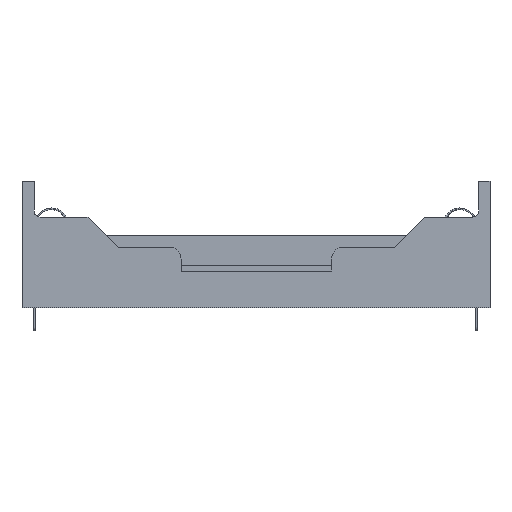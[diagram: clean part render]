
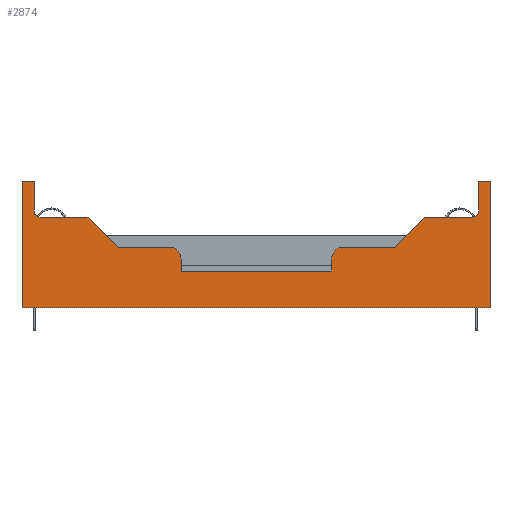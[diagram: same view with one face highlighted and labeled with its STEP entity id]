
A CAD part, front view. The second image highlights one B-rep face of the part: STEP entity #2874.
In plain terms, the highlighted planar face has unit normal (0, -1, 0).
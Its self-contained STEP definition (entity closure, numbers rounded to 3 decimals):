
#76=CIRCLE('',#2988,2.);
#78=CIRCLE('',#2994,1.);
#80=CIRCLE('',#2999,1.);
#82=CIRCLE('',#3005,2.);
#184=PLANE('',#3066);
#321=FACE_OUTER_BOUND('',#463,.T.);
#463=EDGE_LOOP('',(#2543,#2544,#2545,#2546,#2547,#2548,#2549,#2550,#2551,
#2552,#2553,#2554,#2555,#2556,#2557,#2558,#2559,#2560,#2561,#2562));
#562=LINE('',#4159,#922);
#630=LINE('',#4312,#990);
#635=LINE('',#4326,#995);
#638=LINE('',#4332,#998);
#641=LINE('',#4338,#1001);
#645=LINE('',#4348,#1005);
#648=LINE('',#4356,#1008);
#652=LINE('',#4368,#1012);
#655=LINE('',#4374,#1015);
#658=LINE('',#4380,#1018);
#662=LINE('',#4391,#1022);
#664=LINE('',#4394,#1024);
#794=LINE('',#4671,#1154);
#795=LINE('',#4674,#1155);
#796=LINE('',#4676,#1156);
#797=LINE('',#4677,#1157);
#922=VECTOR('',#3264,10.);
#990=VECTOR('',#3386,10.);
#995=VECTOR('',#3399,10.);
#998=VECTOR('',#3404,10.);
#1001=VECTOR('',#3409,10.);
#1005=VECTOR('',#3421,10.);
#1008=VECTOR('',#3426,10.);
#1012=VECTOR('',#3438,10.);
#1015=VECTOR('',#3443,10.);
#1018=VECTOR('',#3448,10.);
#1022=VECTOR('',#3460,10.);
#1024=VECTOR('',#3464,10.);
#1154=VECTOR('',#3710,10.);
#1155=VECTOR('',#3713,10.);
#1156=VECTOR('',#3714,10.);
#1157=VECTOR('',#3715,10.);
#1287=VERTEX_POINT('',#4156);
#1288=VERTEX_POINT('',#4158);
#1345=VERTEX_POINT('',#4309);
#1346=VERTEX_POINT('',#4311);
#1349=VERTEX_POINT('',#4319);
#1351=VERTEX_POINT('',#4325);
#1353=VERTEX_POINT('',#4331);
#1355=VERTEX_POINT('',#4337);
#1357=VERTEX_POINT('',#4343);
#1360=VERTEX_POINT('',#4353);
#1361=VERTEX_POINT('',#4355);
#1363=VERTEX_POINT('',#4361);
#1365=VERTEX_POINT('',#4367);
#1367=VERTEX_POINT('',#4373);
#1369=VERTEX_POINT('',#4379);
#1371=VERTEX_POINT('',#4385);
#1372=VERTEX_POINT('',#4390);
#1461=VERTEX_POINT('',#4669);
#1462=VERTEX_POINT('',#4673);
#1463=VERTEX_POINT('',#4675);
#1592=EDGE_CURVE('',#1287,#1288,#562,.T.);
#1668=EDGE_CURVE('',#1346,#1345,#630,.T.);
#1672=EDGE_CURVE('',#1349,#1346,#76,.T.);
#1675=EDGE_CURVE('',#1351,#1349,#635,.T.);
#1678=EDGE_CURVE('',#1353,#1351,#638,.T.);
#1681=EDGE_CURVE('',#1355,#1353,#641,.T.);
#1684=EDGE_CURVE('',#1357,#1355,#78,.T.);
#1687=EDGE_CURVE('',#1287,#1357,#645,.T.);
#1690=EDGE_CURVE('',#1361,#1360,#648,.T.);
#1693=EDGE_CURVE('',#1363,#1361,#80,.T.);
#1696=EDGE_CURVE('',#1365,#1363,#652,.T.);
#1699=EDGE_CURVE('',#1367,#1365,#655,.T.);
#1702=EDGE_CURVE('',#1369,#1367,#658,.T.);
#1705=EDGE_CURVE('',#1371,#1369,#82,.T.);
#1708=EDGE_CURVE('',#1372,#1371,#662,.T.);
#1710=EDGE_CURVE('',#1345,#1372,#664,.T.);
#1852=EDGE_CURVE('',#1461,#1288,#794,.T.);
#1853=EDGE_CURVE('',#1462,#1360,#795,.T.);
#1854=EDGE_CURVE('',#1463,#1462,#796,.T.);
#1855=EDGE_CURVE('',#1463,#1461,#797,.T.);
#2543=ORIENTED_EDGE('',*,*,#1690,.T.);
#2544=ORIENTED_EDGE('',*,*,#1853,.F.);
#2545=ORIENTED_EDGE('',*,*,#1854,.F.);
#2546=ORIENTED_EDGE('',*,*,#1855,.T.);
#2547=ORIENTED_EDGE('',*,*,#1852,.T.);
#2548=ORIENTED_EDGE('',*,*,#1592,.F.);
#2549=ORIENTED_EDGE('',*,*,#1687,.T.);
#2550=ORIENTED_EDGE('',*,*,#1684,.T.);
#2551=ORIENTED_EDGE('',*,*,#1681,.T.);
#2552=ORIENTED_EDGE('',*,*,#1678,.T.);
#2553=ORIENTED_EDGE('',*,*,#1675,.T.);
#2554=ORIENTED_EDGE('',*,*,#1672,.T.);
#2555=ORIENTED_EDGE('',*,*,#1668,.T.);
#2556=ORIENTED_EDGE('',*,*,#1710,.T.);
#2557=ORIENTED_EDGE('',*,*,#1708,.T.);
#2558=ORIENTED_EDGE('',*,*,#1705,.T.);
#2559=ORIENTED_EDGE('',*,*,#1702,.T.);
#2560=ORIENTED_EDGE('',*,*,#1699,.T.);
#2561=ORIENTED_EDGE('',*,*,#1696,.T.);
#2562=ORIENTED_EDGE('',*,*,#1693,.T.);
#2874=ADVANCED_FACE('',(#321),#184,.T.);
#2988=AXIS2_PLACEMENT_3D('',#4320,#3393,#3394);
#2994=AXIS2_PLACEMENT_3D('',#4344,#3415,#3416);
#2999=AXIS2_PLACEMENT_3D('',#4362,#3432,#3433);
#3005=AXIS2_PLACEMENT_3D('',#4386,#3454,#3455);
#3066=AXIS2_PLACEMENT_3D('',#4672,#3711,#3712);
#3264=DIRECTION('',(1.,0.,0.));
#3386=DIRECTION('',(0.,0.,-1.));
#3393=DIRECTION('center_axis',(0.,-1.,0.));
#3394=DIRECTION('ref_axis',(0.,0.,1.));
#3399=DIRECTION('',(-1.,0.,0.));
#3404=DIRECTION('',(-0.707,0.,-0.707));
#3409=DIRECTION('',(-1.,0.,0.));
#3415=DIRECTION('center_axis',(0.,1.,0.));
#3416=DIRECTION('ref_axis',(0.,0.,-1.));
#3421=DIRECTION('',(0.,0.,-1.));
#3426=DIRECTION('',(0.,0.,1.));
#3432=DIRECTION('center_axis',(0.,1.,0.));
#3433=DIRECTION('ref_axis',(-1.,0.,0.));
#3438=DIRECTION('',(-1.,0.,0.));
#3443=DIRECTION('',(-0.707,0.,0.707));
#3448=DIRECTION('',(-1.,0.,0.));
#3454=DIRECTION('center_axis',(0.,-1.,0.));
#3455=DIRECTION('ref_axis',(1.,0.,0.));
#3460=DIRECTION('',(0.,0.,1.));
#3464=DIRECTION('',(-1.,0.,0.));
#3710=DIRECTION('',(0.,0.,1.));
#3711=DIRECTION('center_axis',(0.,-1.,0.));
#3712=DIRECTION('ref_axis',(1.,0.,0.));
#3713=DIRECTION('',(1.,0.,0.));
#3714=DIRECTION('',(0.,0.,1.));
#3715=DIRECTION('',(1.,0.,0.));
#4156=CARTESIAN_POINT('',(76.1,0.,21.1));
#4158=CARTESIAN_POINT('',(78.,0.,21.1));
#4159=CARTESIAN_POINT('',(0.,0.,21.1));
#4309=CARTESIAN_POINT('',(51.6,0.,6.1));
#4311=CARTESIAN_POINT('',(51.6,0.,8.1));
#4312=CARTESIAN_POINT('',(51.6,0.,4.05));
#4319=CARTESIAN_POINT('',(53.6,0.,10.1));
#4320=CARTESIAN_POINT('Origin',(53.6,0.,8.1));
#4325=CARTESIAN_POINT('',(62.1,0.,10.1));
#4326=CARTESIAN_POINT('',(31.05,0.,10.1));
#4331=CARTESIAN_POINT('',(67.1,0.,15.1));
#4332=CARTESIAN_POINT('',(46.55,0.,-5.45));
#4337=CARTESIAN_POINT('',(75.1,0.,15.1));
#4338=CARTESIAN_POINT('',(37.55,0.,15.1));
#4343=CARTESIAN_POINT('',(76.1,0.,16.1));
#4344=CARTESIAN_POINT('Origin',(75.1,0.,16.1));
#4348=CARTESIAN_POINT('',(76.1,0.,10.55));
#4353=CARTESIAN_POINT('',(2.,0.,21.1));
#4355=CARTESIAN_POINT('',(2.,0.,16.1));
#4356=CARTESIAN_POINT('',(2.,0.,8.05));
#4361=CARTESIAN_POINT('',(3.,0.,15.1));
#4362=CARTESIAN_POINT('Origin',(3.,0.,16.1));
#4367=CARTESIAN_POINT('',(11.,0.,15.1));
#4368=CARTESIAN_POINT('',(5.5,0.,15.1));
#4373=CARTESIAN_POINT('',(16.,0.,10.1));
#4374=CARTESIAN_POINT('',(14.525,0.,11.575));
#4379=CARTESIAN_POINT('',(24.5,0.,10.1));
#4380=CARTESIAN_POINT('',(12.25,0.,10.1));
#4385=CARTESIAN_POINT('',(26.5,0.,8.1));
#4386=CARTESIAN_POINT('Origin',(24.5,0.,8.1));
#4390=CARTESIAN_POINT('',(26.5,0.,6.1));
#4391=CARTESIAN_POINT('',(26.5,0.,3.05));
#4394=CARTESIAN_POINT('',(25.8,0.,6.1));
#4669=CARTESIAN_POINT('',(78.,0.,0.));
#4671=CARTESIAN_POINT('',(78.,0.,0.));
#4672=CARTESIAN_POINT('Origin',(0.,0.,0.));
#4673=CARTESIAN_POINT('',(0.,0.,21.1));
#4674=CARTESIAN_POINT('',(0.,0.,21.1));
#4675=CARTESIAN_POINT('',(0.,0.,0.));
#4676=CARTESIAN_POINT('',(0.,0.,0.));
#4677=CARTESIAN_POINT('',(0.,0.,0.));
